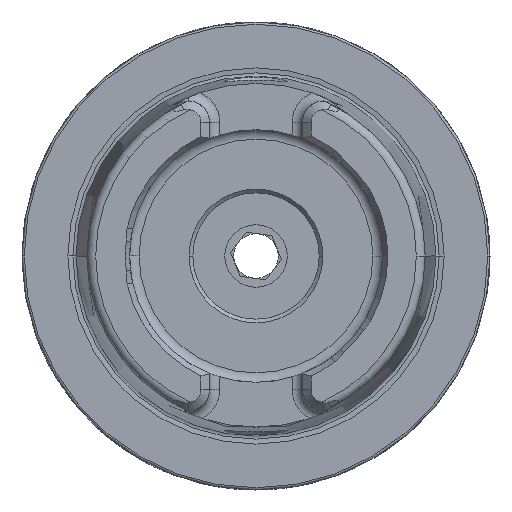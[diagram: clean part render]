
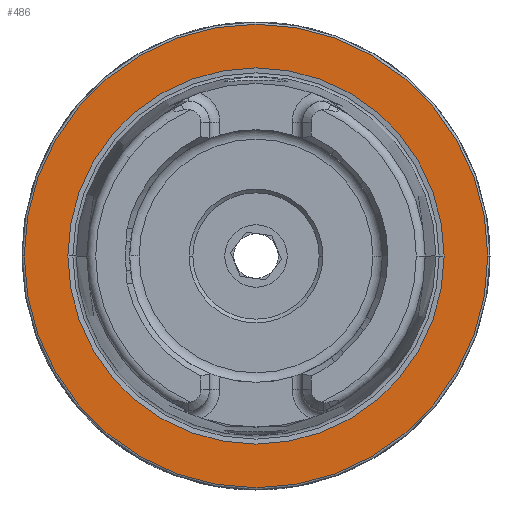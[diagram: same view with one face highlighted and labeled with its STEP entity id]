
A CAD part, left-side view. The second image highlights one B-rep face of the part: STEP entity #486.
In plain terms, the highlighted planar face has unit normal (-1, 0, 0).
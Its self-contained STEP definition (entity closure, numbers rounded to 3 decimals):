
#486 = ADVANCED_FACE ( 'NONE', ( #2926, #2933 ), #7718, .F. ) ;
#703 = EDGE_LOOP ( 'NONE', ( #1801, #1802 ) ) ;
#715 = EDGE_LOOP ( 'NONE', ( #1803, #1804 ) ) ;
#1801 = ORIENTED_EDGE ( 'NONE', *, *, #3194, .F. ) ;
#1802 = ORIENTED_EDGE ( 'NONE', *, *, #11411, .F. ) ;
#1803 = ORIENTED_EDGE ( 'NONE', *, *, #11407, .T. ) ;
#1804 = ORIENTED_EDGE ( 'NONE', *, *, #3195, .T. ) ;
#2596 = VERTEX_POINT ( 'NONE', #5582 ) ;
#2597 = VERTEX_POINT ( 'NONE', #5583 ) ;
#2601 = VERTEX_POINT ( 'NONE', #5587 ) ;
#2602 = VERTEX_POINT ( 'NONE', #5588 ) ;
#2926 = FACE_BOUND ( 'NONE', #703, .T. ) ;
#2933 = FACE_OUTER_BOUND ( 'NONE', #715, .T. ) ;
#3194 = EDGE_CURVE ( 'NONE', #2602, #2601, #3881, .T. ) ;
#3195 = EDGE_CURVE ( 'NONE', #2597, #2596, #3882, .T. ) ;
#3393 = AXIS2_PLACEMENT_3D ( 'NONE', #7720, #7705, #7702 ) ;
#3881 = CIRCLE ( 'NONE', #6027, 25.324 ) ;
#3882 = CIRCLE ( 'NONE', #6028, 31.2 ) ;
#4562 = CIRCLE ( 'NONE', #6217, 31.2 ) ;
#4565 = CIRCLE ( 'NONE', #6220, 25.324 ) ;
#5582 = CARTESIAN_POINT ( 'NONE',  ( 0., -31.2, 0. ) ) ;
#5583 = CARTESIAN_POINT ( 'NONE',  ( 0., 31.2, 0. ) ) ;
#5587 = CARTESIAN_POINT ( 'NONE',  ( 0., 25.324, 0. ) ) ;
#5588 = CARTESIAN_POINT ( 'NONE',  ( 0., -25.324, 0. ) ) ;
#6027 = AXIS2_PLACEMENT_3D ( 'NONE', #7110, #7111, #7112 ) ;
#6028 = AXIS2_PLACEMENT_3D ( 'NONE', #7114, #7115, #7116 ) ;
#6217 = AXIS2_PLACEMENT_3D ( 'NONE', #9692, #9693, #9694 ) ;
#6220 = AXIS2_PLACEMENT_3D ( 'NONE', #9705, #9706, #9707 ) ;
#7110 = CARTESIAN_POINT ( 'NONE',  ( 0., 0., 0. ) ) ;
#7111 = DIRECTION ( 'NONE',  ( -1., 0., 0. ) ) ;
#7112 = DIRECTION ( 'NONE',  ( 0., -1., 0. ) ) ;
#7114 = CARTESIAN_POINT ( 'NONE',  ( 0., 0., 0. ) ) ;
#7115 = DIRECTION ( 'NONE',  ( -1., 0., 0. ) ) ;
#7116 = DIRECTION ( 'NONE',  ( 0., -1., 0. ) ) ;
#7702 = DIRECTION ( 'NONE',  ( 0., 1., 0. ) ) ;
#7705 = DIRECTION ( 'NONE',  ( 1., 0., 0. ) ) ;
#7718 = PLANE ( 'NONE',  #3393 ) ;
#7720 = CARTESIAN_POINT ( 'NONE',  ( 0., 31.2, 0. ) ) ;
#9692 = CARTESIAN_POINT ( 'NONE',  ( 0., 0., 0. ) ) ;
#9693 = DIRECTION ( 'NONE',  ( -1., 0., 0. ) ) ;
#9694 = DIRECTION ( 'NONE',  ( 0., -1., 0. ) ) ;
#9705 = CARTESIAN_POINT ( 'NONE',  ( 0., 0., 0. ) ) ;
#9706 = DIRECTION ( 'NONE',  ( -1., 0., 0. ) ) ;
#9707 = DIRECTION ( 'NONE',  ( 0., -1., 0. ) ) ;
#11407 = EDGE_CURVE ( 'NONE', #2596, #2597, #4562, .T. ) ;
#11411 = EDGE_CURVE ( 'NONE', #2601, #2602, #4565, .T. ) ;
